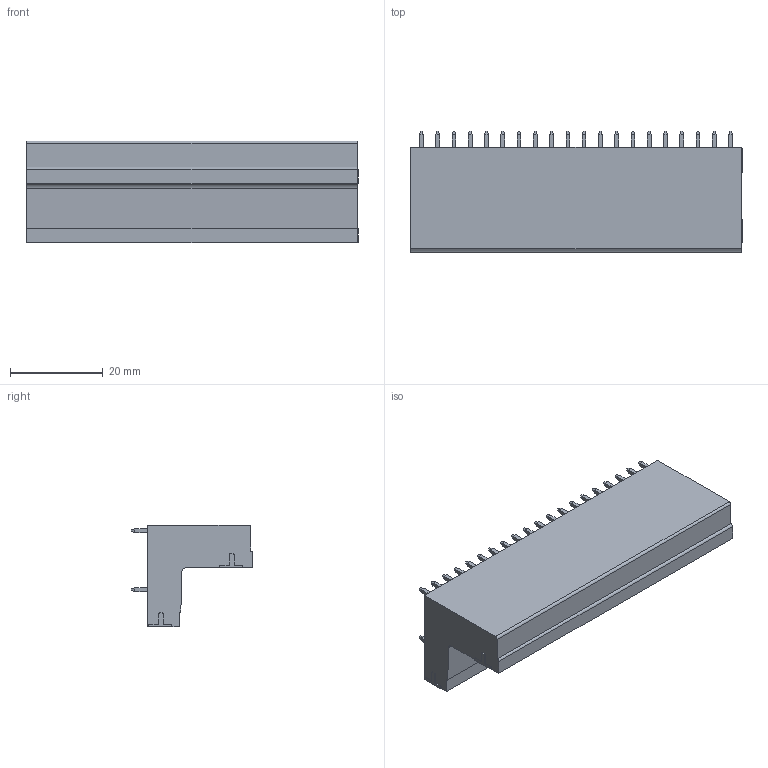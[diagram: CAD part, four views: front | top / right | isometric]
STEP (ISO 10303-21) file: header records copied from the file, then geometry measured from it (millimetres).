
FILE_DESCRIPTION((''),'2;1');
FILE_NAME('TLPHDC-005R-XXP','2024-09-23T15:07:38',('sheji109'),(''),'CREO PARAMETRIC BY PTC INC, 2018100','CREO PARAMETRIC BY PTC INC, 2018100','');
FILE_SCHEMA(('CONFIG_CONTROL_DESIGN'));
Products named in the file (1): TLPHDC-005R-XXP
Bounding box: 71.4 x 26.2 x 21.9 mm (x, y, z)
Volume: 16786.8 mm3; surface area: 14910.3 mm2
Topology: 1 solids, 1 shells, 3062 faces, 8260 edges, 5360 vertices
Faces by surface type: plane 2163, cylinder 619, cone 200, torus 80
Entity records: 95360 total; most frequent: CARTESIAN_POINT 17922, ORIENTED_EDGE 16520, DIRECTION 15502, EDGE_CURVE 8260, VECTOR 6342, LINE 6342, VERTEX_POINT 5360, AXIS2_PLACEMENT_3D 4580
